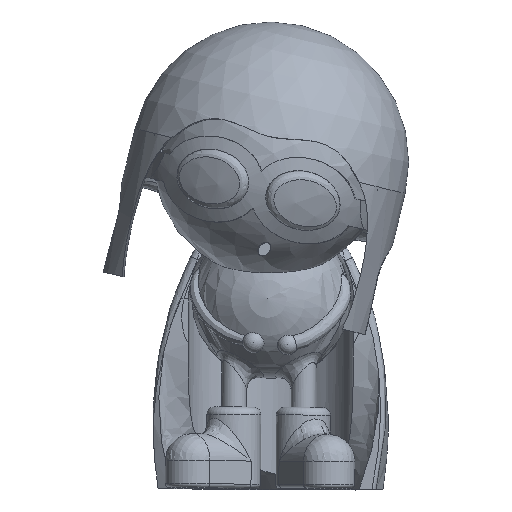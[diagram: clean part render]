
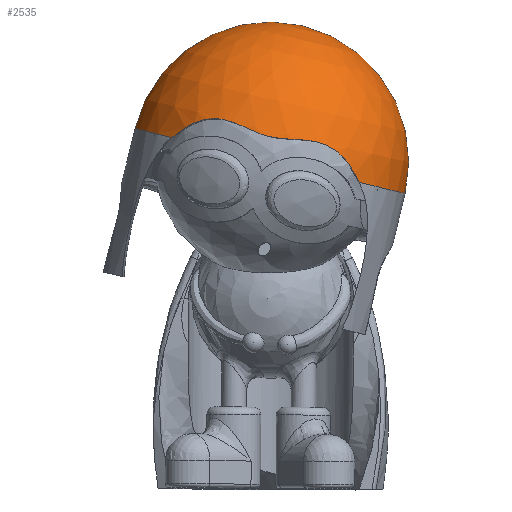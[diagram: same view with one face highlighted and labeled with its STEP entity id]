
A CAD part, top view. The second image highlights one B-rep face of the part: STEP entity #2535.
In plain terms, the highlighted spherical face has radius 18 mm.
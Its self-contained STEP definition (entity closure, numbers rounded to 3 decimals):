
#116=SPHERICAL_SURFACE($,#2753,18.);
#208=B_SPLINE_CURVE_WITH_KNOTS($,3,(#5112,#5113,#5114,#5115,#5116,#5117,
#5118,#5119,#5120,#5121,#5122,#5123),.UNSPECIFIED.,.F.,.F.,(4,2,2,2,2,4),
(0.,0.281,0.672,0.959,1.185,
1.455),.UNSPECIFIED.);
#210=B_SPLINE_CURVE_WITH_KNOTS($,3,(#5145,#5146,#5147,#5148,#5149,#5150,
#5151,#5152,#5153,#5154),.UNSPECIFIED.,.F.,.F.,(4,2,2,2,4),(0.,0.487,
0.848,1.2,1.692),.UNSPECIFIED.);
#395=FACE_OUTER_BOUND($,#575,.T.);
#575=EDGE_LOOP($,(#1931,#1932,#1933));
#960=CIRCLE($,#2751,18.);
#1093=VERTEX_POINT($,#4473);
#1107=VERTEX_POINT($,#4771);
#1126=VERTEX_POINT($,#5111);
#1416=EDGE_CURVE($,#1093,#1107,#960,.T.);
#1418=EDGE_CURVE($,#1126,#1093,#208,.T.);
#1421=EDGE_CURVE($,#1107,#1126,#210,.T.);
#1931=ORIENTED_EDGE($,*,*,#1421,.T.);
#1932=ORIENTED_EDGE($,*,*,#1418,.T.);
#1933=ORIENTED_EDGE($,*,*,#1416,.T.);
#2535=ADVANCED_FACE($,(#395),#116,.T.);
#2751=AXIS2_PLACEMENT_3D($,#5090,#3156,#3157);
#2753=AXIS2_PLACEMENT_3D($,#5155,#3161,#3162);
#3156=DIRECTION('center_axis',(0.,1.,0.));
#3157=DIRECTION('ref_axis',(0.,0.,1.));
#3161=DIRECTION('center_axis',(0.,1.,0.));
#3162=DIRECTION('ref_axis',(0.,0.,-1.));
#4473=CARTESIAN_POINT('',(12.478,0.,12.973));
#4771=CARTESIAN_POINT('',(-12.478,0.,12.973));
#5090=CARTESIAN_POINT('Origin',(0.,0.,0.));
#5111=CARTESIAN_POINT('',(0.,3.07,17.736));
#5112=CARTESIAN_POINT('Ctrl Pts',(0.,3.07,
17.736));
#5113=CARTESIAN_POINT('Ctrl Pts',(0.935,3.07,17.736));
#5114=CARTESIAN_POINT('Ctrl Pts',(1.852,3.222,17.637));
#5115=CARTESIAN_POINT('Ctrl Pts',(4.01,3.623,17.219));
#5116=CARTESIAN_POINT('Ctrl Pts',(5.255,3.889,16.825));
#5117=CARTESIAN_POINT('Ctrl Pts',(7.448,3.767,15.979));
#5118=CARTESIAN_POINT('Ctrl Pts',(8.289,3.537,15.613));
#5119=CARTESIAN_POINT('Ctrl Pts',(9.732,2.783,14.905));
#5120=CARTESIAN_POINT('Ctrl Pts',(10.307,2.35,14.589));
#5121=CARTESIAN_POINT('Ctrl Pts',(11.445,1.298,13.863));
#5122=CARTESIAN_POINT('Ctrl Pts',(11.99,0.655,13.442));
#5123=CARTESIAN_POINT('Ctrl Pts',(12.478,0.,
12.973));
#5145=CARTESIAN_POINT('Ctrl Pts',(-12.478,0.,
12.973));
#5146=CARTESIAN_POINT('Ctrl Pts',(-11.638,1.128,13.781));
#5147=CARTESIAN_POINT('Ctrl Pts',(-10.666,2.165,14.411));
#5148=CARTESIAN_POINT('Ctrl Pts',(-8.685,3.39,15.435));
#5149=CARTESIAN_POINT('Ctrl Pts',(-7.844,3.669,15.807));
#5150=CARTESIAN_POINT('Ctrl Pts',(-6.158,3.88,16.488));
#5151=CARTESIAN_POINT('Ctrl Pts',(-5.299,3.827,16.804));
#5152=CARTESIAN_POINT('Ctrl Pts',(-2.887,3.445,17.493));
#5153=CARTESIAN_POINT('Ctrl Pts',(-1.468,3.07,17.736));
#5154=CARTESIAN_POINT('Ctrl Pts',(0.,3.07,
17.736));
#5155=CARTESIAN_POINT('Origin',(0.,0.,0.));
